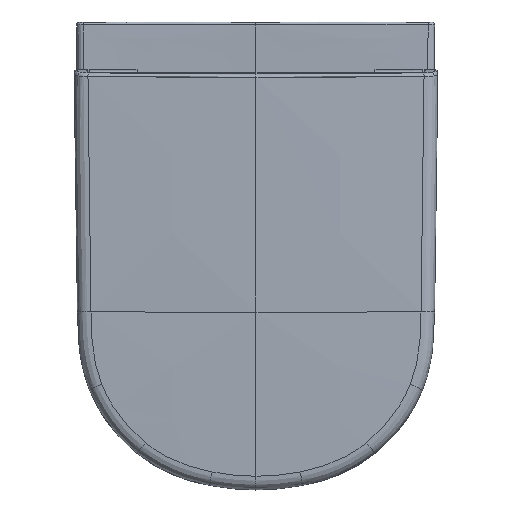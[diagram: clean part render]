
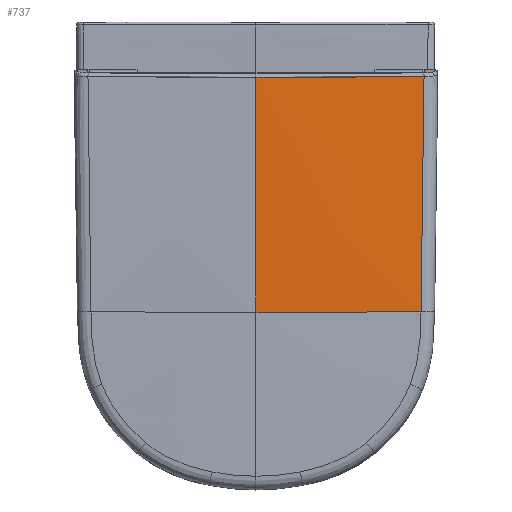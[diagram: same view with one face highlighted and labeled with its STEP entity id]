
A CAD part, top view. The second image highlights one B-rep face of the part: STEP entity #737.
In plain terms, the highlighted free-form (B-spline) face has degree [3, 2] with [4, 3] control points.
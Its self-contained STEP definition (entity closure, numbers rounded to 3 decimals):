
#737=ADVANCED_FACE('',(#2090),#19990,.T.);
#2090=FACE_OUTER_BOUND('',#3447,.T.);
#3447=EDGE_LOOP('',(#7424,#7425,#7426,#7427));
#7424=ORIENTED_EDGE('',*,*,#12331,.T.);
#7425=ORIENTED_EDGE('',*,*,#12346,.T.);
#7426=ORIENTED_EDGE('',*,*,#12332,.T.);
#7427=ORIENTED_EDGE('',*,*,#12434,.T.);
#12331=EDGE_CURVE('',#18316,#18317,#15727,.T.);
#12332=EDGE_CURVE('',#18318,#18319,#15728,.T.);
#12346=EDGE_CURVE('',#18317,#18318,#15740,.T.);
#12434=EDGE_CURVE('',#18319,#18316,#15817,.T.);
#15727=B_SPLINE_CURVE_WITH_KNOTS('',3,(#191262,#191263,#191264,#191265),
 .UNSPECIFIED.,.F.,.F.,(4,4),(0.194,1.013),
 .UNSPECIFIED.);
#15728=B_SPLINE_CURVE_WITH_KNOTS('',3,(#191266,#191267,#191268,#191269),
 .UNSPECIFIED.,.F.,.F.,(4,4),(-29.912,-5.651),
 .UNSPECIFIED.);
#15740=B_SPLINE_CURVE_WITH_KNOTS('',2,(#191317,#191318,#191319),
 .UNSPECIFIED.,.F.,.F.,(3,3),(0.,0.924),.UNSPECIFIED.);
#15817=B_SPLINE_CURVE_WITH_KNOTS('',4,(#191803,#191804,#191805,#191806,
#191807),.UNSPECIFIED.,.F.,.F.,(5,5),(-17.327,0.),
 .UNSPECIFIED.);
#18316=VERTEX_POINT('',#190661);
#18317=VERTEX_POINT('',#190662);
#18318=VERTEX_POINT('',#190663);
#18319=VERTEX_POINT('',#190664);
#19990=B_SPLINE_SURFACE_WITH_KNOTS('',3,2,((#187566,#187567,#187568),(#187569,
#187570,#187571),(#187572,#187573,#187574),(#187575,#187576,#187577)),
 .UNSPECIFIED.,.F.,.F.,.F.,(4,4),(3,3),(0.,299.19),(0.,
187.379),.UNSPECIFIED.);
#187566=CARTESIAN_POINT('',(0.139,241.246,221.908));
#187567=CARTESIAN_POINT('',(93.796,241.246,221.908));
#187568=CARTESIAN_POINT('',(187.453,241.234,218.431));
#187569=CARTESIAN_POINT('',(0.139,141.543,223.189));
#187570=CARTESIAN_POINT('',(93.796,141.543,223.189));
#187571=CARTESIAN_POINT('',(186.999,141.528,218.431));
#187572=CARTESIAN_POINT('',(0.139,41.818,223.229));
#187573=CARTESIAN_POINT('',(93.796,41.818,223.229));
#187574=CARTESIAN_POINT('',(185.58,41.831,218.431));
#187575=CARTESIAN_POINT('',(0.139,-57.929,222.028));
#187576=CARTESIAN_POINT('',(93.796,-57.929,222.028));
#187577=CARTESIAN_POINT('',(184.087,-57.855,218.431));
#190661=CARTESIAN_POINT('',(0.139,183.872,222.508));
#190662=CARTESIAN_POINT('',(0.139,-57.929,222.028));
#190663=CARTESIAN_POINT('',(170.265,-57.866,218.96));
#190664=CARTESIAN_POINT('',(173.358,184.701,219.008));
#191262=CARTESIAN_POINT('',(0.139,183.872,222.508));
#191263=CARTESIAN_POINT('',(0.139,103.286,223.158));
#191264=CARTESIAN_POINT('',(0.139,22.686,222.998));
#191265=CARTESIAN_POINT('',(0.139,-57.929,222.028));
#191266=CARTESIAN_POINT('',(170.265,-57.866,218.96));
#191267=CARTESIAN_POINT('',(171.588,22.986,219.092));
#191268=CARTESIAN_POINT('',(172.765,103.842,219.103));
#191269=CARTESIAN_POINT('',(173.358,184.701,219.008));
#191317=CARTESIAN_POINT('',(0.139,-57.929,222.028));
#191318=CARTESIAN_POINT('',(86.638,-57.929,222.028));
#191319=CARTESIAN_POINT('',(170.265,-57.866,218.96));
#191803=CARTESIAN_POINT('',(173.358,184.701,219.008));
#191804=CARTESIAN_POINT('',(130.078,184.302,220.757));
#191805=CARTESIAN_POINT('',(86.774,184.015,221.925));
#191806=CARTESIAN_POINT('',(43.457,183.872,222.508));
#191807=CARTESIAN_POINT('',(0.139,183.872,222.508));
